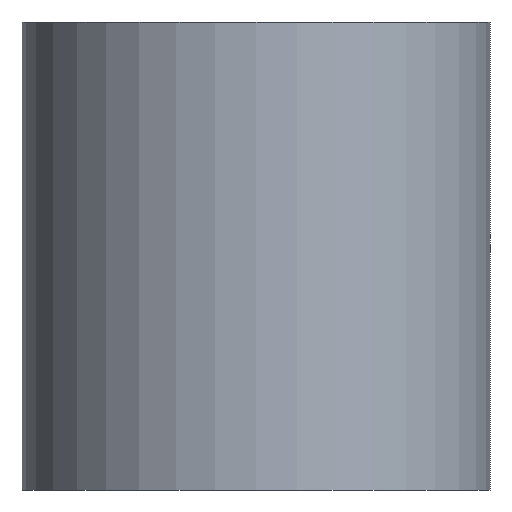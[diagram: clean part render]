
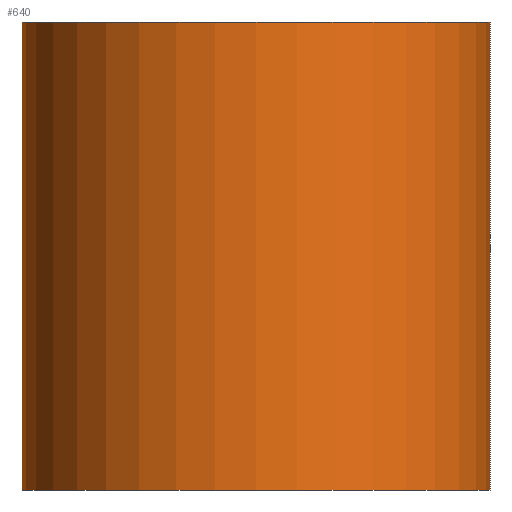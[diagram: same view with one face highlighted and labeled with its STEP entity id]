
A CAD part, front view. The second image highlights one B-rep face of the part: STEP entity #640.
In plain terms, the highlighted cylindrical face has radius 10 mm (diameter 20 mm), a partial arc.
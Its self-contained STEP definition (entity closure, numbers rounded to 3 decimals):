
#60=CARTESIAN_POINT('',(0.,0.,0.));
#70=DIRECTION('',(0.,0.,1.));
#80=DIRECTION('',(1.,0.,0.));
#90=AXIS2_PLACEMENT_3D('',#60,#70,#80);
#100=CIRCLE('',#90,10.);
#110=CARTESIAN_POINT('',(10.,0.,0.));
#120=VERTEX_POINT('',#110);
#130=CARTESIAN_POINT('',(-10.,0.,0.));
#140=VERTEX_POINT('',#130);
#170=EDGE_CURVE('',#140,#120,#100,.T.);
#270=CARTESIAN_POINT('',(0.,0.,20.));
#280=DIRECTION('',(0.,0.,1.));
#290=DIRECTION('',(1.,0.,0.));
#300=AXIS2_PLACEMENT_3D('',#270,#280,#290);
#310=CIRCLE('',#300,10.);
#320=CARTESIAN_POINT('',(10.,0.,20.));
#330=VERTEX_POINT('',#320);
#340=CARTESIAN_POINT('',(-10.,0.,20.));
#350=VERTEX_POINT('',#340);
#380=EDGE_CURVE('',#350,#330,#310,.T.);
#430=CARTESIAN_POINT('',(0.,0.,0.));
#440=DIRECTION('',(0.,0.,1.));
#450=DIRECTION('',(1.,0.,0.));
#460=AXIS2_PLACEMENT_3D('',#430,#440,#450);
#470=CYLINDRICAL_SURFACE('',#460,10.);
#480=CARTESIAN_POINT('',(10.,0.,0.));
#490=DIRECTION('',(0.,0.,1.));
#500=VECTOR('',#490,1.);
#510=LINE('',#480,#500);
#520=EDGE_CURVE('',#120,#330,#510,.T.);
#530=ORIENTED_EDGE('',*,*,#520,.T.);
#540=ORIENTED_EDGE('',*,*,#170,.T.);
#550=CARTESIAN_POINT('',(-10.,0.,0.));
#560=DIRECTION('',(0.,0.,1.));
#570=VECTOR('',#560,1.);
#580=LINE('',#550,#570);
#590=EDGE_CURVE('',#140,#350,#580,.T.);
#600=ORIENTED_EDGE('',*,*,#590,.F.);
#610=ORIENTED_EDGE('',*,*,#380,.F.);
#620=EDGE_LOOP('',(#610,#600,#540,#530));
#630=FACE_OUTER_BOUND('',#620,.T.);
#640=ADVANCED_FACE('',(#630),#470,.T.);
